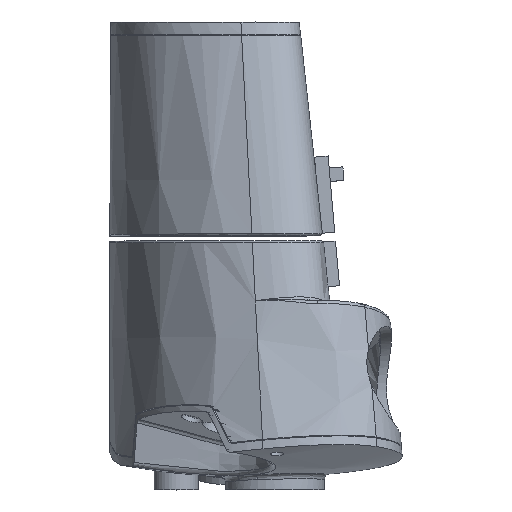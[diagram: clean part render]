
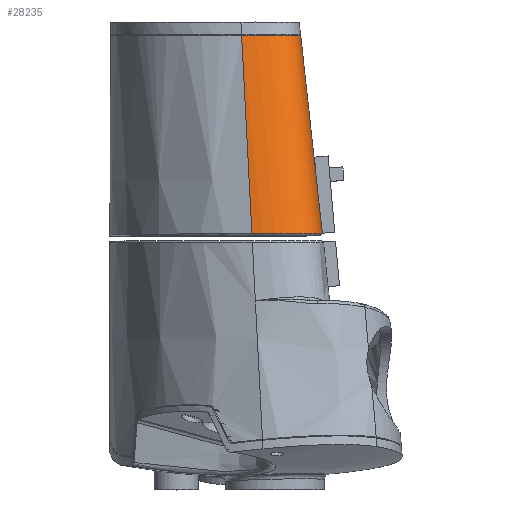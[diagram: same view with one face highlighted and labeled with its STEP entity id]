
A CAD part, top view. The second image highlights one B-rep face of the part: STEP entity #28235.
In plain terms, the highlighted free-form (B-spline) face has degree [3, 3] with [4, 10] control points.
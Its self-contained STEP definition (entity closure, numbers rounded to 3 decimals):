
#171=(
BOUNDED_CURVE()
B_SPLINE_CURVE(3,(#44818,#44819,#44820,#44821),.UNSPECIFIED.,.F.,.F.)
B_SPLINE_CURVE_WITH_KNOTS((4,4),(-1.699,-1.691),
 .UNSPECIFIED.)
CURVE()
GEOMETRIC_REPRESENTATION_ITEM()
RATIONAL_B_SPLINE_CURVE((1.,1.,1.,1.))
REPRESENTATION_ITEM('')
);
#172=(
BOUNDED_CURVE()
B_SPLINE_CURVE(3,(#44923,#44924,#44925,#44926),.UNSPECIFIED.,.F.,.F.)
B_SPLINE_CURVE_WITH_KNOTS((4,4),(-0.031,-0.027),
 .UNSPECIFIED.)
CURVE()
GEOMETRIC_REPRESENTATION_ITEM()
RATIONAL_B_SPLINE_CURVE((1.,1.,1.,1.))
REPRESENTATION_ITEM('')
);
#791=B_SPLINE_SURFACE_WITH_KNOTS('',3,3,((#46351,#46352,#46353,#46354,#46355,
#46356,#46357,#46358,#46359,#46360),(#46361,#46362,#46363,#46364,#46365,
#46366,#46367,#46368,#46369,#46370),(#46371,#46372,#46373,#46374,#46375,
#46376,#46377,#46378,#46379,#46380),(#46381,#46382,#46383,#46384,#46385,
#46386,#46387,#46388,#46389,#46390)),.UNSPECIFIED.,.F.,.F.,.F.,(4,4),(4,
3,3,4),(0.274,6.73),(-0.031,0.,3.07,
3.101),.UNSPECIFIED.);
#8453=FACE_OUTER_BOUND('',#10106,.T.);
#10106=EDGE_LOOP('',(#20856,#20857,#20858,#20859,#20860,#20861));
#11899=B_SPLINE_CURVE_WITH_KNOTS('',3,(#44871,#44872,#44873,#44874,#44875,
#44876,#44877,#44878,#44879,#44880,#44881,#44882),.UNSPECIFIED.,.F.,.F.,
(4,1,1,1,1,1,1,1,1,4),(-1.691,-1.454,-1.335,
-1.217,-1.098,-0.98,-0.742,
-0.505,-0.268,-0.031),
 .UNSPECIFIED.);
#11954=B_SPLINE_CURVE_WITH_KNOTS('',3,(#46284,#46285,#46286,#46287,#46288,
#46289,#46290,#46291,#46292,#46293,#46294,#46295),.UNSPECIFIED.,.F.,.F.,
(4,2,2,2,2,4),(-1.914,-1.21,-0.912,-0.651,
-0.387,0.),.UNSPECIFIED.);
#11955=B_SPLINE_CURVE_WITH_KNOTS('',3,(#46344,#46345,#46346,#46347,#46348,
#46349,#46350),.UNSPECIFIED.,.F.,.F.,(4,3,4),(0.,0.543,
0.748),.UNSPECIFIED.);
#11956=B_SPLINE_CURVE_WITH_KNOTS('',3,(#46391,#46392,#46393,#46394),
 .UNSPECIFIED.,.F.,.F.,(4,4),(0.,0.92),.UNSPECIFIED.);
#13004=VERTEX_POINT('',#44806);
#13006=VERTEX_POINT('',#44816);
#13007=VERTEX_POINT('',#44870);
#13011=VERTEX_POINT('',#44922);
#13120=VERTEX_POINT('',#46258);
#13122=VERTEX_POINT('',#46273);
#15807=EDGE_CURVE('',#13006,#13004,#171,.T.);
#15808=EDGE_CURVE('',#13004,#13007,#11899,.T.);
#15814=EDGE_CURVE('',#13007,#13011,#172,.T.);
#15982=EDGE_CURVE('',#13120,#13122,#11954,.F.);
#15983=EDGE_CURVE('',#13011,#13122,#11955,.F.);
#15984=EDGE_CURVE('',#13120,#13006,#11956,.T.);
#20856=ORIENTED_EDGE('',*,*,#15807,.F.);
#20857=ORIENTED_EDGE('',*,*,#15984,.F.);
#20858=ORIENTED_EDGE('',*,*,#15982,.T.);
#20859=ORIENTED_EDGE('',*,*,#15983,.F.);
#20860=ORIENTED_EDGE('',*,*,#15814,.F.);
#20861=ORIENTED_EDGE('',*,*,#15808,.F.);
#28235=ADVANCED_FACE('',(#8453),#791,.F.);
#44806=CARTESIAN_POINT('',(17.488,52.889,33.49));
#44816=CARTESIAN_POINT('',(17.479,52.889,33.389));
#44818=CARTESIAN_POINT('Ctrl Pts',(17.479,52.889,33.389));
#44819=CARTESIAN_POINT('Ctrl Pts',(17.483,52.889,33.433));
#44820=CARTESIAN_POINT('Ctrl Pts',(17.486,52.889,33.467));
#44821=CARTESIAN_POINT('Ctrl Pts',(17.488,52.889,33.49));
#44870=CARTESIAN_POINT('',(1.894,52.864,45.13));
#44871=CARTESIAN_POINT('Ctrl Pts',(17.488,52.889,33.49));
#44872=CARTESIAN_POINT('Ctrl Pts',(17.548,52.888,34.193));
#44873=CARTESIAN_POINT('Ctrl Pts',(17.639,52.888,35.782));
#44874=CARTESIAN_POINT('Ctrl Pts',(17.342,52.885,38.276));
#44875=CARTESIAN_POINT('Ctrl Pts',(16.85,52.882,40.058));
#44876=CARTESIAN_POINT('Ctrl Pts',(16.059,52.878,41.71));
#44877=CARTESIAN_POINT('Ctrl Pts',(14.549,52.871,43.631));
#44878=CARTESIAN_POINT('Ctrl Pts',(11.945,52.866,45.237));
#44879=CARTESIAN_POINT('Ctrl Pts',(8.227,52.865,45.893));
#44880=CARTESIAN_POINT('Ctrl Pts',(4.663,52.864,45.692));
#44881=CARTESIAN_POINT('Ctrl Pts',(2.706,52.864,45.314));
#44882=CARTESIAN_POINT('Ctrl Pts',(1.894,52.864,45.13));
#44922=CARTESIAN_POINT('',(1.85,52.864,45.12));
#44923=CARTESIAN_POINT('Ctrl Pts',(1.894,52.864,45.13));
#44924=CARTESIAN_POINT('Ctrl Pts',(1.882,52.864,45.127));
#44925=CARTESIAN_POINT('Ctrl Pts',(1.867,52.864,45.124));
#44926=CARTESIAN_POINT('Ctrl Pts',(1.85,52.864,45.12));
#46258=CARTESIAN_POINT('',(12.651,97.,22.582));
#46273=CARTESIAN_POINT('',(-0.429,97.,31.87));
#46284=CARTESIAN_POINT('Ctrl Pts',(-0.429,97.,31.87));
#46285=CARTESIAN_POINT('Ctrl Pts',(1.896,97.,32.187));
#46286=CARTESIAN_POINT('Ctrl Pts',(4.501,97.,32.291));
#46287=CARTESIAN_POINT('Ctrl Pts',(7.747,97.,31.51));
#46288=CARTESIAN_POINT('Ctrl Pts',(8.687,97.,31.152));
#46289=CARTESIAN_POINT('Ctrl Pts',(10.259,97.,30.146));
#46290=CARTESIAN_POINT('Ctrl Pts',(10.883,97.,29.559));
#46291=CARTESIAN_POINT('Ctrl Pts',(11.881,97.,28.119));
#46292=CARTESIAN_POINT('Ctrl Pts',(12.219,97.,27.312));
#46293=CARTESIAN_POINT('Ctrl Pts',(12.737,97.,25.203));
#46294=CARTESIAN_POINT('Ctrl Pts',(12.766,97.,23.866));
#46295=CARTESIAN_POINT('Ctrl Pts',(12.651,97.,22.582));
#46344=CARTESIAN_POINT('Ctrl Pts',(-0.429,97.,31.87));
#46345=CARTESIAN_POINT('Ctrl Pts',(0.123,86.309,35.078));
#46346=CARTESIAN_POINT('Ctrl Pts',(0.675,75.618,38.288));
#46347=CARTESIAN_POINT('Ctrl Pts',(1.227,64.927,41.498));
#46348=CARTESIAN_POINT('Ctrl Pts',(1.435,60.906,42.705));
#46349=CARTESIAN_POINT('Ctrl Pts',(1.643,56.885,43.913));
#46350=CARTESIAN_POINT('Ctrl Pts',(1.85,52.864,45.12));
#46351=CARTESIAN_POINT('Ctrl Pts',(12.59,97.368,22.255));
#46352=CARTESIAN_POINT('Ctrl Pts',(12.597,97.368,22.334));
#46353=CARTESIAN_POINT('Ctrl Pts',(12.604,97.368,22.413));
#46354=CARTESIAN_POINT('Ctrl Pts',(12.611,97.368,22.492));
#46355=CARTESIAN_POINT('Ctrl Pts',(13.317,97.368,30.374));
#46356=CARTESIAN_POINT('Ctrl Pts',(7.934,97.368,32.895));
#46357=CARTESIAN_POINT('Ctrl Pts',(-0.448,97.368,
31.759));
#46358=CARTESIAN_POINT('Ctrl Pts',(-0.532,97.368,31.748));
#46359=CARTESIAN_POINT('Ctrl Pts',(-0.616,97.368,
31.737));
#46360=CARTESIAN_POINT('Ctrl Pts',(-0.699,97.368,31.725));
#46361=CARTESIAN_POINT('Ctrl Pts',(14.851,76.682,27.298));
#46362=CARTESIAN_POINT('Ctrl Pts',(14.859,76.682,27.385));
#46363=CARTESIAN_POINT('Ctrl Pts',(14.867,76.682,27.471));
#46364=CARTESIAN_POINT('Ctrl Pts',(14.875,76.682,27.558));
#46365=CARTESIAN_POINT('Ctrl Pts',(15.653,76.682,36.239));
#46366=CARTESIAN_POINT('Ctrl Pts',(9.763,76.682,39.624));
#46367=CARTESIAN_POINT('Ctrl Pts',(0.62,76.682,37.968));
#46368=CARTESIAN_POINT('Ctrl Pts',(0.529,76.682,37.951));
#46369=CARTESIAN_POINT('Ctrl Pts',(0.437,76.682,37.935));
#46370=CARTESIAN_POINT('Ctrl Pts',(0.346,76.682,37.918));
#46371=CARTESIAN_POINT('Ctrl Pts',(17.112,55.998,32.327));
#46372=CARTESIAN_POINT('Ctrl Pts',(17.121,55.998,32.427));
#46373=CARTESIAN_POINT('Ctrl Pts',(17.13,55.998,32.527));
#46374=CARTESIAN_POINT('Ctrl Pts',(17.139,55.998,32.627));
#46375=CARTESIAN_POINT('Ctrl Pts',(18.034,55.997,42.613));
#46376=CARTESIAN_POINT('Ctrl Pts',(11.836,55.997,46.431));
#46377=CARTESIAN_POINT('Ctrl Pts',(1.688,55.997,44.179));
#46378=CARTESIAN_POINT('Ctrl Pts',(1.587,55.997,44.156));
#46379=CARTESIAN_POINT('Ctrl Pts',(1.485,55.997,44.134));
#46380=CARTESIAN_POINT('Ctrl Pts',(1.384,55.997,44.111));
#46381=CARTESIAN_POINT('Ctrl Pts',(19.372,35.313,37.36));
#46382=CARTESIAN_POINT('Ctrl Pts',(19.382,35.313,37.472));
#46383=CARTESIAN_POINT('Ctrl Pts',(19.393,35.313,37.585));
#46384=CARTESIAN_POINT('Ctrl Pts',(19.403,35.313,37.697));
#46385=CARTESIAN_POINT('Ctrl Pts',(20.411,35.313,48.945));
#46386=CARTESIAN_POINT('Ctrl Pts',(13.897,35.312,53.253));
#46387=CARTESIAN_POINT('Ctrl Pts',(2.757,35.312,50.391));
#46388=CARTESIAN_POINT('Ctrl Pts',(2.645,35.312,50.362));
#46389=CARTESIAN_POINT('Ctrl Pts',(2.534,35.312,50.334));
#46390=CARTESIAN_POINT('Ctrl Pts',(2.422,35.312,50.305));
#46391=CARTESIAN_POINT('Ctrl Pts',(12.651,97.,22.582));
#46392=CARTESIAN_POINT('Ctrl Pts',(14.14,83.392,25.915));
#46393=CARTESIAN_POINT('Ctrl Pts',(15.75,68.688,29.517));
#46394=CARTESIAN_POINT('Ctrl Pts',(17.479,52.889,33.389));
